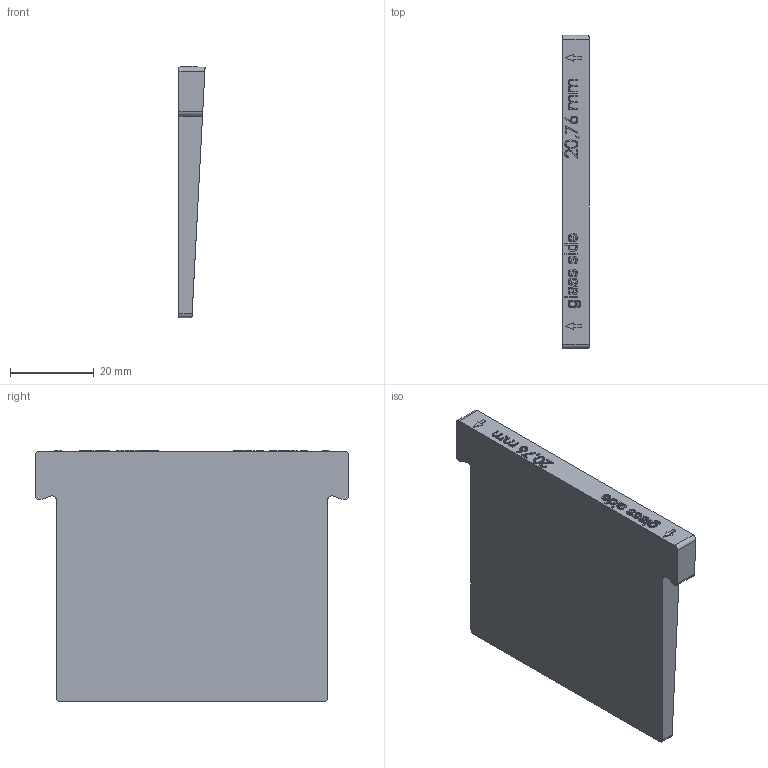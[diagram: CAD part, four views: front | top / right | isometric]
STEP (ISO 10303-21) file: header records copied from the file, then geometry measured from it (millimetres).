
FILE_DESCRIPTION (( 'STEP AP214' ), '1' );
FILE_NAME ('A19-0004-plast 20,76.STEP', '2022-09-28T07:48:28', ( '' ), ( '' ), 'SwSTEP 2.0', 'SolidWorks 2019', '' );
FILE_SCHEMA (( 'AUTOMOTIVE_DESIGN' ));
Length unit declared in the file: millimetre
Products named in the file (1): A19-0004-plast 20,76
Bounding box: 6.26 x 75 x 60.2 mm (x, y, z)
Volume: 11486.6 mm3; surface area: 11904.5 mm2
Topology: 1 solids, 1 shells, 338 faces, 885 edges, 590 vertices
Faces by surface type: plane 201, cylinder 73, bspline 64
Entity records: 14661 total; most frequent: CARTESIAN_POINT 6862, ORIENTED_EDGE 1770, DIRECTION 1309, EDGE_CURVE 885, VECTOR 611, LINE 611, VERTEX_POINT 590, EDGE_LOOP 379
